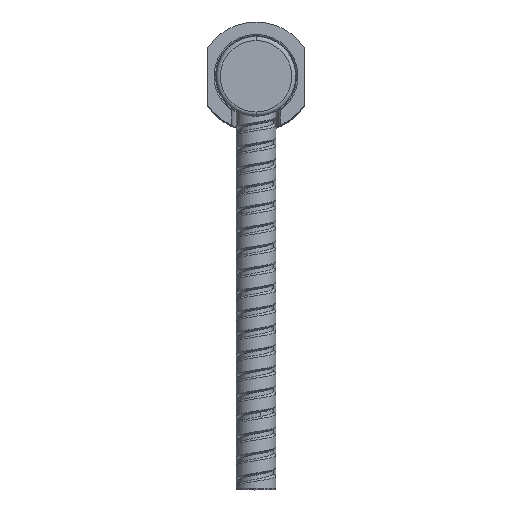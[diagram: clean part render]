
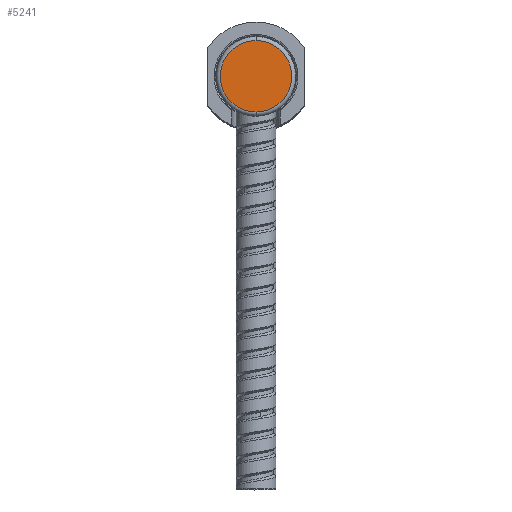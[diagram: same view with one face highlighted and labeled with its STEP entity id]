
A CAD part, top view. The second image highlights one B-rep face of the part: STEP entity #5241.
In plain terms, the highlighted planar face has unit normal (0, 0, 1).
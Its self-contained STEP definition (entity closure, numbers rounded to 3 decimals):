
#2=CARTESIAN_POINT('',(0.,0.,0.));
#3=DIRECTION('',(0.,0.,1.));
#4=DIRECTION('',(0.,1.,0.));
#5=AXIS2_PLACEMENT_3D('',#2,#3,#4);
#7=CARTESIAN_POINT('',(0.,0.,0.));
#8=DIRECTION('',(0.,0.,1.));
#9=DIRECTION('',(0.,-1.,0.));
#10=AXIS2_PLACEMENT_3D('',#7,#8,#9);
#4930=CARTESIAN_POINT('',(0.,2.6,0.));
#4931=CARTESIAN_POINT('',(0.,-2.6,0.));
#4932=VERTEX_POINT('',#4930);
#4933=VERTEX_POINT('',#4931);
#5230=CARTESIAN_POINT('',(0.,0.,0.));
#5231=DIRECTION('',(0.,0.,1.));
#5232=DIRECTION('',(1.,0.,0.));
#5233=AXIS2_PLACEMENT_3D('',#5230,#5231,#5232);
#5234=PLANE('',#5233);
#5236=ORIENTED_EDGE('',*,*,#5235,.F.);
#5238=ORIENTED_EDGE('',*,*,#5237,.F.);
#5239=EDGE_LOOP('',(#5236,#5238));
#5240=FACE_OUTER_BOUND('',#5239,.F.);
#5241=ADVANCED_FACE('',(#5240),#5234,.T.);
#6=CIRCLE('',#5,2.6);
#11=CIRCLE('',#10,2.6);
#5235=EDGE_CURVE('',#4932,#4933,#6,.T.);
#5237=EDGE_CURVE('',#4933,#4932,#11,.T.);
